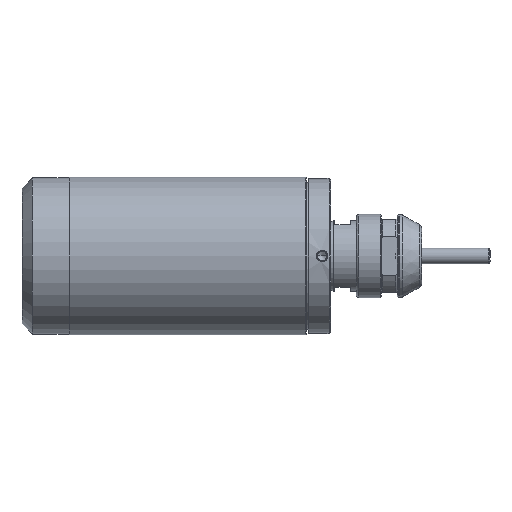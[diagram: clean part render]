
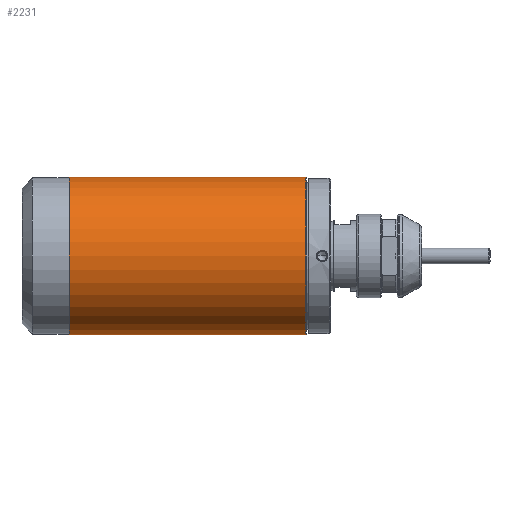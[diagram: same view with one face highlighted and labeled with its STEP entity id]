
A CAD part, left-side view. The second image highlights one B-rep face of the part: STEP entity #2231.
In plain terms, the highlighted cylindrical face has radius 15 mm (diameter 30 mm), a partial arc.
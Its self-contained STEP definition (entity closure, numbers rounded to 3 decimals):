
#213 = ORIENTED_EDGE ( 'NONE', *, *, #7763, .T. ) ;
#1215 = CARTESIAN_POINT ( 'NONE',  ( 0., -60.978, 0. ) ) ;
#1774 = VERTEX_POINT ( 'NONE', #9240 ) ;
#1852 = DIRECTION ( 'NONE',  ( 0., 0., 1. ) ) ;
#2023 = AXIS2_PLACEMENT_3D ( 'NONE', #11873, #8125, #1852 ) ;
#2198 = DIRECTION ( 'NONE',  ( 0., 1., 0. ) ) ;
#2231 = ADVANCED_FACE ( 'NONE', ( #9301 ), #5294, .T. ) ;
#2406 = EDGE_CURVE ( 'NONE', #7252, #8609, #11422, .T. ) ;
#2500 = DIRECTION ( 'NONE',  ( 0., 0., 1. ) ) ;
#3662 = CARTESIAN_POINT ( 'NONE',  ( 0., -15.878, 15. ) ) ;
#4258 = AXIS2_PLACEMENT_3D ( 'NONE', #11626, #5284, #2500 ) ;
#4516 = EDGE_CURVE ( 'NONE', #1774, #8609, #9409, .T. ) ;
#4540 = AXIS2_PLACEMENT_3D ( 'NONE', #1215, #2198, #10186 ) ;
#5141 = CARTESIAN_POINT ( 'NONE',  ( 0., 2.229, -15. ) ) ;
#5284 = DIRECTION ( 'NONE',  ( 0., 1., 0. ) ) ;
#5294 = CYLINDRICAL_SURFACE ( 'NONE', #4258, 15. ) ;
#5511 = EDGE_CURVE ( 'NONE', #1774, #10072, #10818, .T. ) ;
#7252 = VERTEX_POINT ( 'NONE', #3662 ) ;
#7763 = EDGE_CURVE ( 'NONE', #10072, #7252, #10345, .T. ) ;
#8125 = DIRECTION ( 'NONE',  ( 0., -1., 0. ) ) ;
#8400 = CARTESIAN_POINT ( 'NONE',  ( 0., -15.878, -15. ) ) ;
#8609 = VERTEX_POINT ( 'NONE', #8400 ) ;
#8758 = ORIENTED_EDGE ( 'NONE', *, *, #4516, .F. ) ;
#9240 = CARTESIAN_POINT ( 'NONE',  ( 0., -60.978, -15. ) ) ;
#9301 = FACE_OUTER_BOUND ( 'NONE', #9535, .T. ) ;
#9409 = LINE ( 'NONE', #5141, #9845 ) ;
#9535 = EDGE_LOOP ( 'NONE', ( #8758, #10333, #213, #11654 ) ) ;
#9845 = VECTOR ( 'NONE', #11532, 1000. ) ;
#9940 = VECTOR ( 'NONE', #11522, 1000. ) ;
#10072 = VERTEX_POINT ( 'NONE', #10331 ) ;
#10186 = DIRECTION ( 'NONE',  ( 0., 0., 1. ) ) ;
#10331 = CARTESIAN_POINT ( 'NONE',  ( 0., -60.978, 15. ) ) ;
#10333 = ORIENTED_EDGE ( 'NONE', *, *, #5511, .T. ) ;
#10345 = LINE ( 'NONE', #11431, #9940 ) ;
#10818 = CIRCLE ( 'NONE', #4540, 15. ) ;
#11422 = CIRCLE ( 'NONE', #2023, 15. ) ;
#11431 = CARTESIAN_POINT ( 'NONE',  ( 0., 2.229, 15. ) ) ;
#11522 = DIRECTION ( 'NONE',  ( 0., 1., 0. ) ) ;
#11532 = DIRECTION ( 'NONE',  ( 0., 1., 0. ) ) ;
#11626 = CARTESIAN_POINT ( 'NONE',  ( 0., 2.229, 0. ) ) ;
#11654 = ORIENTED_EDGE ( 'NONE', *, *, #2406, .T. ) ;
#11873 = CARTESIAN_POINT ( 'NONE',  ( 0., -15.878, 0. ) ) ;
